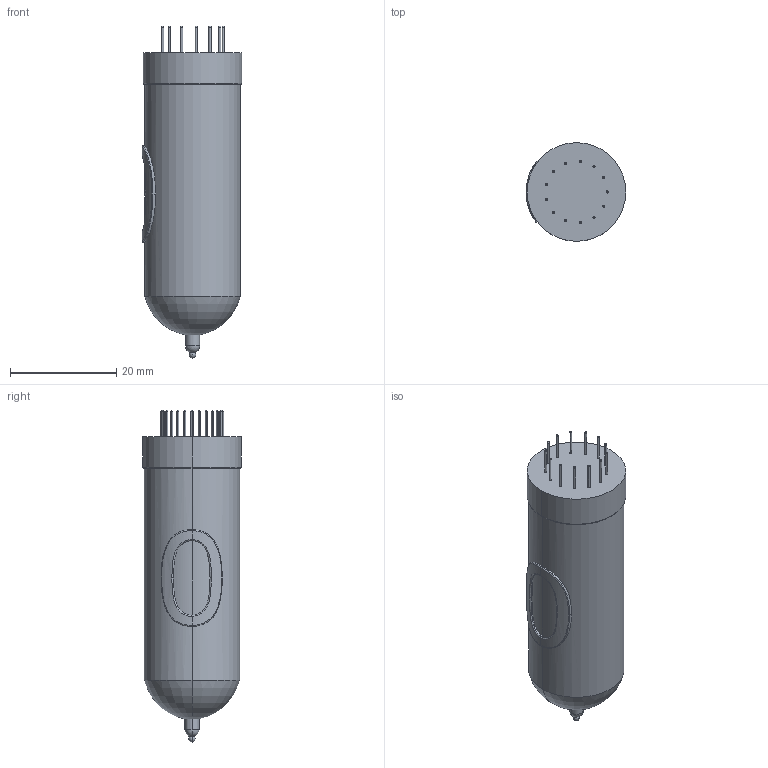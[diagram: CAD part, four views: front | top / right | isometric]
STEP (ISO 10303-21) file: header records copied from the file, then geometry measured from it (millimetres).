
FILE_DESCRIPTION (( 'STEP AP214' ), '1' );
FILE_NAME ('User Library-IN-14.STEP', '2019-06-06T08:14:23', ( '' ), ( '' ), 'SwSTEP 2.0', 'SolidWorks 2019', '' );
FILE_SCHEMA (( 'AUTOMOTIVE_DESIGN' ));
Length unit declared in the file: millimetre
Products named in the file (1): User Library-IN-14
Bounding box: 18.8 x 18.6 x 62.61 mm (x, y, z)
Volume: 12995.2 mm3; surface area: 3457.7 mm2
Topology: 1 solids, 1 shells, 92 faces, 264 edges, 158 vertices
Faces by surface type: cylinder 36, sphere 30, bspline 20, torus 4, plane 2
Entity records: 4231 total; most frequent: CARTESIAN_POINT 2247, ORIENTED_EDGE 406, DIRECTION 398, EDGE_CURVE 203, AXIS2_PLACEMENT_3D 175, VERTEX_POINT 127, EDGE_LOOP 106, CIRCLE 102
